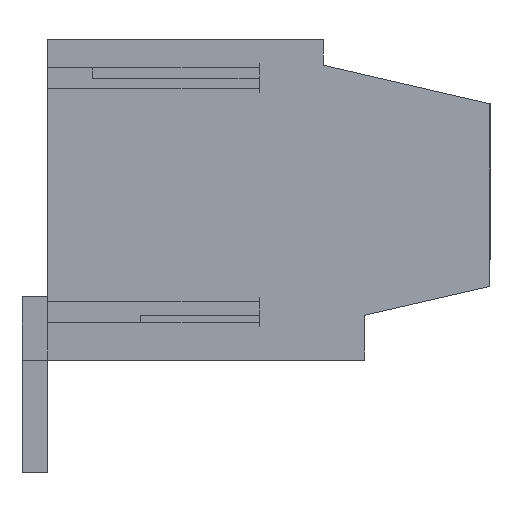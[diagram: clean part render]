
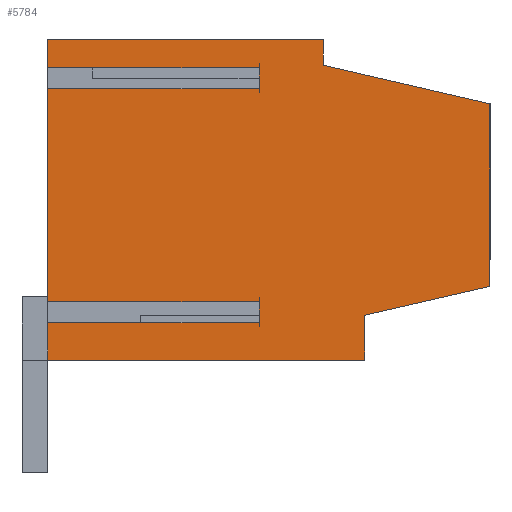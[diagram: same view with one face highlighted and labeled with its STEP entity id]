
A CAD part, left-side view. The second image highlights one B-rep face of the part: STEP entity #5784.
In plain terms, the highlighted planar face has unit normal (-1, 0, 0).
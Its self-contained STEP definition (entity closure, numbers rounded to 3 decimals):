
#5652=AXIS2_PLACEMENT_3D('Plane Axis2P3D',#5649,#5650,#5651) ;
#5649=CARTESIAN_POINT('Axis2P3D Location',(0.,14.6,0.)) ;
#5654=CARTESIAN_POINT('Line Origine',(0.,13.8,8.65)) ;
#5658=CARTESIAN_POINT('Vertex',(0.,13.8,11.975)) ;
#5660=CARTESIAN_POINT('Vertex',(0.,13.8,5.325)) ;
#5663=CARTESIAN_POINT('Line Origine',(0.,10.5,5.325)) ;
#5667=CARTESIAN_POINT('Vertex',(0.,7.2,5.325)) ;
#5670=CARTESIAN_POINT('Line Origine',(0.,7.2,5.)) ;
#5674=CARTESIAN_POINT('Vertex',(0.,7.2,4.675)) ;
#5677=CARTESIAN_POINT('Line Origine',(0.,10.5,4.675)) ;
#5681=CARTESIAN_POINT('Vertex',(0.,13.8,4.675)) ;
#5684=CARTESIAN_POINT('Line Origine',(0.,13.8,4.088)) ;
#5688=CARTESIAN_POINT('Vertex',(0.,13.8,3.5)) ;
#5691=CARTESIAN_POINT('Line Origine',(0.,8.85,3.5)) ;
#5695=CARTESIAN_POINT('Vertex',(0.,3.9,3.5)) ;
#5698=CARTESIAN_POINT('Line Origine',(0.,3.9,4.2)) ;
#5702=CARTESIAN_POINT('Vertex',(0.,3.9,4.9)) ;
#5705=CARTESIAN_POINT('Line Origine',(0.,1.95,5.35)) ;
#5709=CARTESIAN_POINT('Vertex',(0.,0.,5.8)) ;
#5712=CARTESIAN_POINT('Line Origine',(0.,0.,8.65)) ;
#5716=CARTESIAN_POINT('Vertex',(0.,0.,11.499)) ;
#5719=CARTESIAN_POINT('Line Origine',(0.,2.6,12.1)) ;
#5723=CARTESIAN_POINT('Vertex',(0.,5.2,12.7)) ;
#5726=CARTESIAN_POINT('Line Origine',(0.,5.2,13.1)) ;
#5730=CARTESIAN_POINT('Vertex',(0.,5.2,13.5)) ;
#5733=CARTESIAN_POINT('Line Origine',(0.,9.5,13.5)) ;
#5737=CARTESIAN_POINT('Vertex',(0.,13.8,13.5)) ;
#5740=CARTESIAN_POINT('Line Origine',(0.,13.8,13.062)) ;
#5744=CARTESIAN_POINT('Vertex',(0.,13.8,12.625)) ;
#5747=CARTESIAN_POINT('Line Origine',(0.,10.5,12.625)) ;
#5751=CARTESIAN_POINT('Vertex',(0.,7.2,12.625)) ;
#5754=CARTESIAN_POINT('Line Origine',(0.,7.2,12.3)) ;
#5758=CARTESIAN_POINT('Vertex',(0.,7.2,11.975)) ;
#5761=CARTESIAN_POINT('Line Origine',(0.,10.5,11.975)) ;
#5650=DIRECTION('Axis2P3D Direction',(-1.,0.,0.)) ;
#5651=DIRECTION('Axis2P3D XDirection',(0.,-1.,0.)) ;
#5655=DIRECTION('Vector Direction',(0.,0.,-1.)) ;
#5664=DIRECTION('Vector Direction',(0.,-1.,0.)) ;
#5671=DIRECTION('Vector Direction',(0.,0.,-1.)) ;
#5678=DIRECTION('Vector Direction',(0.,-1.,0.)) ;
#5685=DIRECTION('Vector Direction',(0.,0.,-1.)) ;
#5692=DIRECTION('Vector Direction',(0.,-1.,0.)) ;
#5699=DIRECTION('Vector Direction',(0.,0.,1.)) ;
#5706=DIRECTION('Vector Direction',(0.,-0.974,0.225)) ;
#5713=DIRECTION('Vector Direction',(0.,0.,1.)) ;
#5720=DIRECTION('Vector Direction',(0.,0.974,0.225)) ;
#5727=DIRECTION('Vector Direction',(0.,0.,1.)) ;
#5734=DIRECTION('Vector Direction',(0.,1.,0.)) ;
#5741=DIRECTION('Vector Direction',(0.,0.,-1.)) ;
#5748=DIRECTION('Vector Direction',(0.,-1.,0.)) ;
#5755=DIRECTION('Vector Direction',(0.,0.,-1.)) ;
#5762=DIRECTION('Vector Direction',(0.,-1.,0.)) ;
#5656=VECTOR('Line Direction',#5655,1.) ;
#5665=VECTOR('Line Direction',#5664,1.) ;
#5672=VECTOR('Line Direction',#5671,1.) ;
#5679=VECTOR('Line Direction',#5678,1.) ;
#5686=VECTOR('Line Direction',#5685,1.) ;
#5693=VECTOR('Line Direction',#5692,1.) ;
#5700=VECTOR('Line Direction',#5699,1.) ;
#5707=VECTOR('Line Direction',#5706,1.) ;
#5714=VECTOR('Line Direction',#5713,1.) ;
#5721=VECTOR('Line Direction',#5720,1.) ;
#5728=VECTOR('Line Direction',#5727,1.) ;
#5735=VECTOR('Line Direction',#5734,1.) ;
#5742=VECTOR('Line Direction',#5741,1.) ;
#5749=VECTOR('Line Direction',#5748,1.) ;
#5756=VECTOR('Line Direction',#5755,1.) ;
#5763=VECTOR('Line Direction',#5762,1.) ;
#5767=ORIENTED_EDGE('',*,*,#5662,.T.) ;
#5768=ORIENTED_EDGE('',*,*,#5669,.T.) ;
#5769=ORIENTED_EDGE('',*,*,#5676,.T.) ;
#5770=ORIENTED_EDGE('',*,*,#5683,.F.) ;
#5771=ORIENTED_EDGE('',*,*,#5690,.T.) ;
#5772=ORIENTED_EDGE('',*,*,#5697,.T.) ;
#5773=ORIENTED_EDGE('',*,*,#5704,.T.) ;
#5774=ORIENTED_EDGE('',*,*,#5711,.T.) ;
#5775=ORIENTED_EDGE('',*,*,#5718,.T.) ;
#5776=ORIENTED_EDGE('',*,*,#5725,.T.) ;
#5777=ORIENTED_EDGE('',*,*,#5732,.T.) ;
#5778=ORIENTED_EDGE('',*,*,#5739,.T.) ;
#5779=ORIENTED_EDGE('',*,*,#5746,.T.) ;
#5780=ORIENTED_EDGE('',*,*,#5753,.T.) ;
#5781=ORIENTED_EDGE('',*,*,#5760,.T.) ;
#5782=ORIENTED_EDGE('',*,*,#5765,.F.) ;
#5784=ADVANCED_FACE('HOUSING',(#5783),#5653,.T.) ;
#5662=EDGE_CURVE('',#5659,#5661,#5657,.T.) ;
#5669=EDGE_CURVE('',#5661,#5668,#5666,.T.) ;
#5676=EDGE_CURVE('',#5668,#5675,#5673,.T.) ;
#5683=EDGE_CURVE('',#5682,#5675,#5680,.T.) ;
#5690=EDGE_CURVE('',#5682,#5689,#5687,.T.) ;
#5697=EDGE_CURVE('',#5689,#5696,#5694,.T.) ;
#5704=EDGE_CURVE('',#5696,#5703,#5701,.T.) ;
#5711=EDGE_CURVE('',#5703,#5710,#5708,.T.) ;
#5718=EDGE_CURVE('',#5710,#5717,#5715,.T.) ;
#5725=EDGE_CURVE('',#5717,#5724,#5722,.T.) ;
#5732=EDGE_CURVE('',#5724,#5731,#5729,.T.) ;
#5739=EDGE_CURVE('',#5731,#5738,#5736,.T.) ;
#5746=EDGE_CURVE('',#5738,#5745,#5743,.T.) ;
#5753=EDGE_CURVE('',#5745,#5752,#5750,.T.) ;
#5760=EDGE_CURVE('',#5752,#5759,#5757,.T.) ;
#5765=EDGE_CURVE('',#5659,#5759,#5764,.T.) ;
#5766=EDGE_LOOP('',(#5767,#5768,#5769,#5770,#5771,#5772,#5773,#5774,#5775,#5776,#5777,#5778,#5779,#5780,#5781,#5782)) ;
#5783=FACE_OUTER_BOUND('',#5766,.T.) ;
#5657=LINE('Line',#5654,#5656) ;
#5666=LINE('Line',#5663,#5665) ;
#5673=LINE('Line',#5670,#5672) ;
#5680=LINE('Line',#5677,#5679) ;
#5687=LINE('Line',#5684,#5686) ;
#5694=LINE('Line',#5691,#5693) ;
#5701=LINE('Line',#5698,#5700) ;
#5708=LINE('Line',#5705,#5707) ;
#5715=LINE('Line',#5712,#5714) ;
#5722=LINE('Line',#5719,#5721) ;
#5729=LINE('Line',#5726,#5728) ;
#5736=LINE('Line',#5733,#5735) ;
#5743=LINE('Line',#5740,#5742) ;
#5750=LINE('Line',#5747,#5749) ;
#5757=LINE('Line',#5754,#5756) ;
#5764=LINE('Line',#5761,#5763) ;
#5653=PLANE('',#5652) ;
#5659=VERTEX_POINT('',#5658) ;
#5661=VERTEX_POINT('',#5660) ;
#5668=VERTEX_POINT('',#5667) ;
#5675=VERTEX_POINT('',#5674) ;
#5682=VERTEX_POINT('',#5681) ;
#5689=VERTEX_POINT('',#5688) ;
#5696=VERTEX_POINT('',#5695) ;
#5703=VERTEX_POINT('',#5702) ;
#5710=VERTEX_POINT('',#5709) ;
#5717=VERTEX_POINT('',#5716) ;
#5724=VERTEX_POINT('',#5723) ;
#5731=VERTEX_POINT('',#5730) ;
#5738=VERTEX_POINT('',#5737) ;
#5745=VERTEX_POINT('',#5744) ;
#5752=VERTEX_POINT('',#5751) ;
#5759=VERTEX_POINT('',#5758) ;
